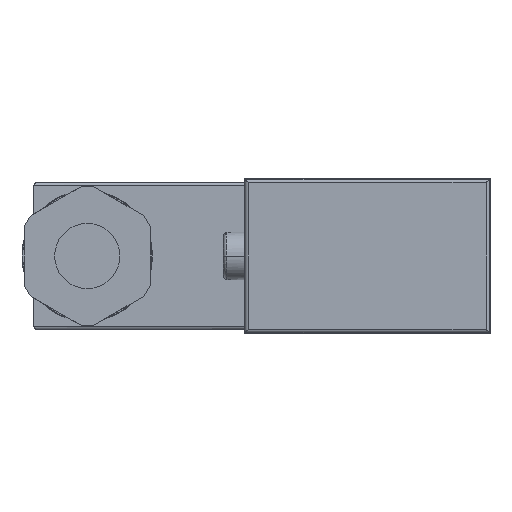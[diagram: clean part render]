
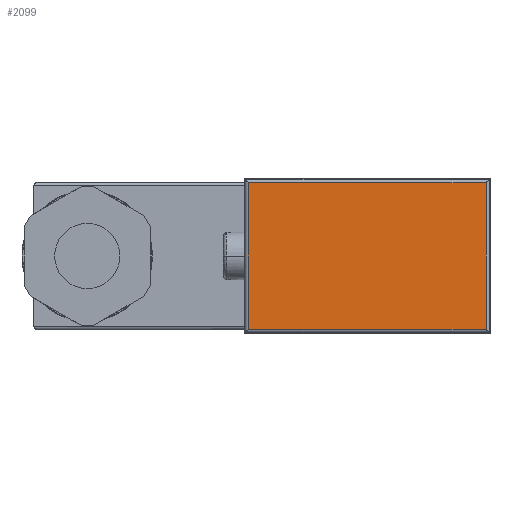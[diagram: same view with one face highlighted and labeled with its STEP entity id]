
A CAD part, left-side view. The second image highlights one B-rep face of the part: STEP entity #2099.
In plain terms, the highlighted planar face has unit normal (-1, 0, 0).
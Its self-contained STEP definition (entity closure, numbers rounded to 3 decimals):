
#133 = DIRECTION ( 'NONE',  ( 0., 0., 1. ) ) ;
#135 = DIRECTION ( 'NONE',  ( -1., 0., 0. ) ) ;
#149 = ORIENTED_EDGE ( 'NONE', *, *, #605, .T. ) ;
#156 = PLANE ( 'NONE',  #704 ) ;
#230 = CARTESIAN_POINT ( 'NONE',  ( -27.7, 0., 0. ) ) ;
#399 = EDGE_CURVE ( 'NONE', #3112, #1280, #3617, .T. ) ;
#421 = EDGE_CURVE ( 'NONE', #1280, #4430, #599, .T. ) ;
#485 = EDGE_CURVE ( 'NONE', #4430, #633, #1796, .T. ) ;
#599 = LINE ( 'NONE', #2366, #2478 ) ;
#605 = EDGE_CURVE ( 'NONE', #633, #3112, #4188, .T. ) ;
#632 = DIRECTION ( 'NONE',  ( 0., -1., 0. ) ) ;
#633 = VERTEX_POINT ( 'NONE', #2641 ) ;
#650 = CARTESIAN_POINT ( 'NONE',  ( -27.7, -16.946, 10.446 ) ) ;
#674 = CARTESIAN_POINT ( 'NONE',  ( -27.7, -17.442, -10.446 ) ) ;
#704 = AXIS2_PLACEMENT_3D ( 'NONE', #230, #135, #133 ) ;
#778 = VECTOR ( 'NONE', #632, 1000. ) ;
#1280 = VERTEX_POINT ( 'NONE', #4556 ) ;
#1756 = ORIENTED_EDGE ( 'NONE', *, *, #485, .T. ) ;
#1796 = LINE ( 'NONE', #674, #778 ) ;
#2099 = ADVANCED_FACE ( 'NONE', ( #3479 ), #156, .T. ) ;
#2319 = DIRECTION ( 'NONE',  ( 0., 0., -1. ) ) ;
#2366 = CARTESIAN_POINT ( 'NONE',  ( -27.7, 16.946, -10.942 ) ) ;
#2478 = VECTOR ( 'NONE', #2319, 1000. ) ;
#2613 = CARTESIAN_POINT ( 'NONE',  ( -27.7, 17.442, 10.446 ) ) ;
#2641 = CARTESIAN_POINT ( 'NONE',  ( -27.7, -16.946, -10.446 ) ) ;
#2654 = DIRECTION ( 'NONE',  ( 0., 0., 1. ) ) ;
#2664 = DIRECTION ( 'NONE',  ( 0., 1., 0. ) ) ;
#2767 = ORIENTED_EDGE ( 'NONE', *, *, #421, .T. ) ;
#2785 = CARTESIAN_POINT ( 'NONE',  ( -27.7, -16.946, 10.942 ) ) ;
#3086 = VECTOR ( 'NONE', #2654, 1000. ) ;
#3112 = VERTEX_POINT ( 'NONE', #650 ) ;
#3327 = ORIENTED_EDGE ( 'NONE', *, *, #399, .T. ) ;
#3479 = FACE_OUTER_BOUND ( 'NONE', #4414, .T. ) ;
#3617 = LINE ( 'NONE', #2613, #4577 ) ;
#4188 = LINE ( 'NONE', #2785, #3086 ) ;
#4307 = CARTESIAN_POINT ( 'NONE',  ( -27.7, 16.946, -10.446 ) ) ;
#4414 = EDGE_LOOP ( 'NONE', ( #149, #3327, #2767, #1756 ) ) ;
#4430 = VERTEX_POINT ( 'NONE', #4307 ) ;
#4556 = CARTESIAN_POINT ( 'NONE',  ( -27.7, 16.946, 10.446 ) ) ;
#4577 = VECTOR ( 'NONE', #2664, 1000. ) ;
